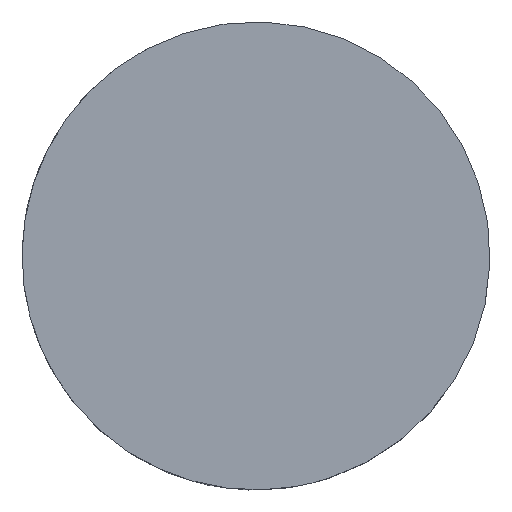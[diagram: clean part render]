
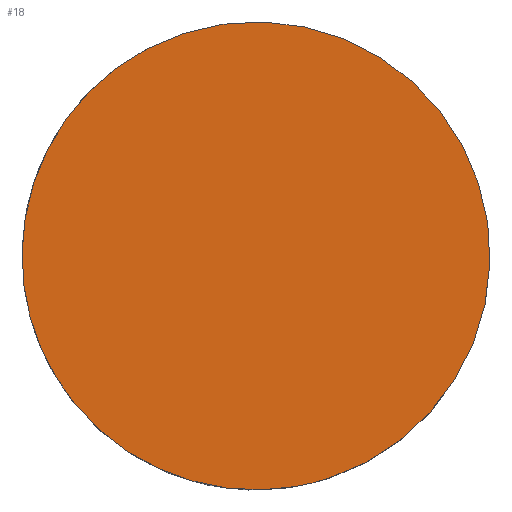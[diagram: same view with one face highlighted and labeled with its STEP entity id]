
A CAD part, top view. The second image highlights one B-rep face of the part: STEP entity #18.
In plain terms, the highlighted planar face has unit normal (0, 0, 1).
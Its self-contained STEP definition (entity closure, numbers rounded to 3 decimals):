
#18=ADVANCED_FACE('',(#25),#102,.T.);
#25=FACE_OUTER_BOUND('',#33,.T.);
#33=EDGE_LOOP('',(#47,#48));
#47=ORIENTED_EDGE('',*,*,#66,.T.);
#48=ORIENTED_EDGE('',*,*,#72,.T.);
#66=EDGE_CURVE('',#95,#99,#81,.T.);
#72=EDGE_CURVE('',#99,#95,#77,.T.);
#77=(
BOUNDED_CURVE()
B_SPLINE_CURVE(2,(#280,#281,#282,#283,#284),.UNSPECIFIED.,.F.,.F.)
B_SPLINE_CURVE_WITH_KNOTS((3,2,3),(4.712,7.069,9.425),
 .UNSPECIFIED.)
CURVE()
GEOMETRIC_REPRESENTATION_ITEM()
RATIONAL_B_SPLINE_CURVE((1.,0.707,1.,0.707,1.))
REPRESENTATION_ITEM('')
);
#81=TRIMMED_CURVE($,#88,(#265),(#266),.T.,.CARTESIAN.);
#88=CIRCLE('',#205,3.981);
#95=VERTEX_POINT('',#246);
#99=VERTEX_POINT('',#250);
#102=PLANE('',#198);
#198=AXIS2_PLACEMENT_3D('',#239,#215,$);
#205=AXIS2_PLACEMENT_3D($,#264,#225,#226);
#215=DIRECTION('',(0.,0.,1.));
#225=DIRECTION('',(0.,0.,1.));
#226=DIRECTION('',(0.311,-0.95,0.));
#239=CARTESIAN_POINT('',(-38.247,52.973,18.756));
#246=CARTESIAN_POINT('',(-31.38,55.472,18.756));
#250=CARTESIAN_POINT('',(-33.857,63.04,18.756));
#264=CARTESIAN_POINT('',(-32.618,59.256,18.756));
#265=CARTESIAN_POINT('',(-31.38,55.472,18.756));
#266=CARTESIAN_POINT('',(-33.857,63.04,18.756));
#280=CARTESIAN_POINT('',(-33.857,63.04,18.756));
#281=CARTESIAN_POINT('',(-37.64,61.801,18.756));
#282=CARTESIAN_POINT('',(-36.402,58.017,18.756));
#283=CARTESIAN_POINT('',(-35.164,54.233,18.756));
#284=CARTESIAN_POINT('',(-31.38,55.472,18.756));
